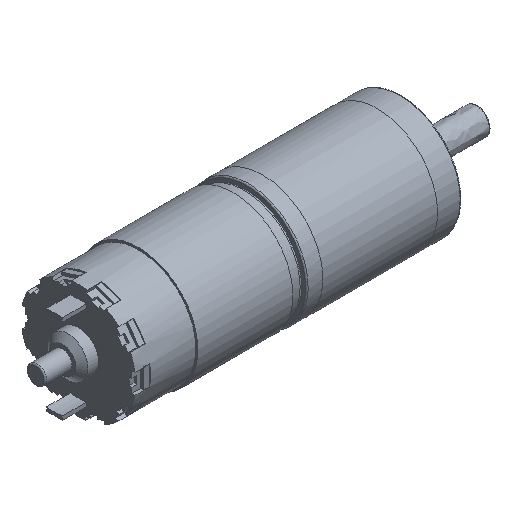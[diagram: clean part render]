
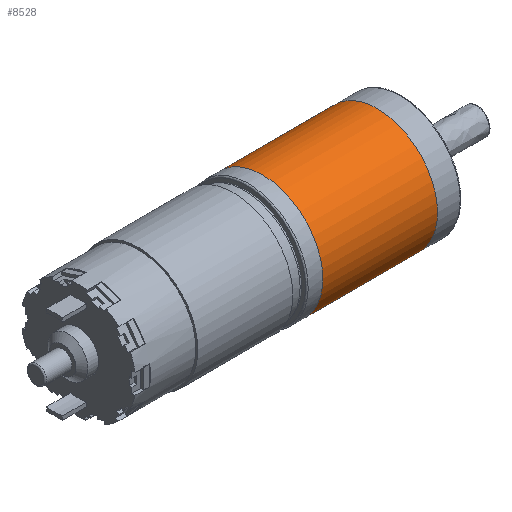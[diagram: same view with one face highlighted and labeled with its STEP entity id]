
A CAD part, isometric view. The second image highlights one B-rep face of the part: STEP entity #8528.
In plain terms, the highlighted free-form (B-spline) face has degree [2, 1] with [9, 2] control points.
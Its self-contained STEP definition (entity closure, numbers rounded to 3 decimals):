
#8512 = EDGE_CURVE('',#8513,#8513,#8515,.T.);
#8513 = VERTEX_POINT('',#8514);
#8514 = CARTESIAN_POINT('',(65.324,0.,
    0.));
#8515 = ( BOUNDED_CURVE() B_SPLINE_CURVE(2,(#8516,#8517,#8518,#8519,
#8520,#8521,#8522),.UNSPECIFIED.,.T.,.F.) B_SPLINE_CURVE_WITH_KNOTS((3,2
    ,2,3),(3.142,5.236,7.33,9.425),
.PIECEWISE_BEZIER_KNOTS.) CURVE() GEOMETRIC_REPRESENTATION_ITEM() 
RATIONAL_B_SPLINE_CURVE((1.,0.5,1.,0.5,1.,0.5,1.)) REPRESENTATION_ITEM(
  '') );
#8516 = CARTESIAN_POINT('',(65.324,0.,
    0.));
#8517 = CARTESIAN_POINT('',(65.324,-36.895,
    0.));
#8518 = CARTESIAN_POINT('',(65.324,-18.448,
    -31.952));
#8519 = CARTESIAN_POINT('',(65.324,0.,
    -63.904));
#8520 = CARTESIAN_POINT('',(65.324,18.448,
    -31.952));
#8521 = CARTESIAN_POINT('',(65.324,36.895,
    0.));
#8522 = CARTESIAN_POINT('',(65.324,0.,
    0.));
#8528 = ADVANCED_FACE('',(#8529),#8550,.T.);
#8529 = FACE_BOUND('',#8530,.T.);
#8530 = EDGE_LOOP('',(#8531,#8532,#8539,#8549));
#8531 = ORIENTED_EDGE('',*,*,#8512,.T.);
#8532 = ORIENTED_EDGE('',*,*,#8533,.T.);
#8533 = EDGE_CURVE('',#8513,#8534,#8536,.T.);
#8534 = VERTEX_POINT('',#8535);
#8535 = CARTESIAN_POINT('',(106.034,0.,
    0.));
#8536 = B_SPLINE_CURVE_WITH_KNOTS('',1,(#8537,#8538),.UNSPECIFIED.,.F.,
  .F.,(2,2),(-52.,-9.),.PIECEWISE_BEZIER_KNOTS.);
#8537 = CARTESIAN_POINT('',(65.324,0.,
    0.));
#8538 = CARTESIAN_POINT('',(106.034,0.,
    0.));
#8539 = ORIENTED_EDGE('',*,*,#8540,.F.);
#8540 = EDGE_CURVE('',#8534,#8534,#8541,.T.);
#8541 = ( BOUNDED_CURVE() B_SPLINE_CURVE(2,(#8542,#8543,#8544,#8545,
#8546,#8547,#8548),.UNSPECIFIED.,.T.,.F.) B_SPLINE_CURVE_WITH_KNOTS((3,2
    ,2,3),(3.142,5.236,7.33,9.425),
.PIECEWISE_BEZIER_KNOTS.) CURVE() GEOMETRIC_REPRESENTATION_ITEM() 
RATIONAL_B_SPLINE_CURVE((1.,0.5,1.,0.5,1.,0.5,1.)) REPRESENTATION_ITEM(
  '') );
#8542 = CARTESIAN_POINT('',(106.034,0.,
    0.));
#8543 = CARTESIAN_POINT('',(106.034,-36.895,
    0.));
#8544 = CARTESIAN_POINT('',(106.034,-18.448,
    -31.952));
#8545 = CARTESIAN_POINT('',(106.034,0.,
    -63.904));
#8546 = CARTESIAN_POINT('',(106.034,18.448,
    -31.952));
#8547 = CARTESIAN_POINT('',(106.034,36.895,
    0.));
#8548 = CARTESIAN_POINT('',(106.034,0.,
    0.));
#8549 = ORIENTED_EDGE('',*,*,#8533,.F.);
#8550 = ( BOUNDED_SURFACE() B_SPLINE_SURFACE(2,1,(
    (#8551,#8552)
    ,(#8553,#8554)
    ,(#8555,#8556)
    ,(#8557,#8558)
    ,(#8559,#8560)
    ,(#8561,#8562)
    ,(#8563,#8564)
    ,(#8565,#8566)
    ,(#8567,#8568
)),.UNSPECIFIED.,.T.,.F.,.F.) B_SPLINE_SURFACE_WITH_KNOTS((3,2,2,2,3),(2
    ,2),(-3.142,-2.094,0.,2.094,3.142)
,(9.,52.),.UNSPECIFIED.) GEOMETRIC_REPRESENTATION_ITEM() 
RATIONAL_B_SPLINE_SURFACE((
    (0.75,0.75)
    ,(0.75,0.75)
    ,(1.,1.)
    ,(0.5,0.5)
    ,(1.,1.)
    ,(0.5,0.5)
    ,(1.,1.)
    ,(0.75,0.75)
,(0.75,0.75))) REPRESENTATION_ITEM('') SURFACE() );
#8551 = CARTESIAN_POINT('',(106.034,0.,
    0.));
#8552 = CARTESIAN_POINT('',(65.324,0.,
    0.));
#8553 = CARTESIAN_POINT('',(106.034,12.298,
    0.));
#8554 = CARTESIAN_POINT('',(65.324,12.298,
    0.));
#8555 = CARTESIAN_POINT('',(106.034,18.448,
    -10.651));
#8556 = CARTESIAN_POINT('',(65.324,18.448,
    -10.651));
#8557 = CARTESIAN_POINT('',(106.034,36.895,
    -42.603));
#8558 = CARTESIAN_POINT('',(65.324,36.895,
    -42.603));
#8559 = CARTESIAN_POINT('',(106.034,0.,
    -42.603));
#8560 = CARTESIAN_POINT('',(65.324,0.,
    -42.603));
#8561 = CARTESIAN_POINT('',(106.034,-36.895,
    -42.603));
#8562 = CARTESIAN_POINT('',(65.324,-36.895,
    -42.603));
#8563 = CARTESIAN_POINT('',(106.034,-18.448,
    -10.651));
#8564 = CARTESIAN_POINT('',(65.324,-18.448,
    -10.651));
#8565 = CARTESIAN_POINT('',(106.034,-12.298,
    0.));
#8566 = CARTESIAN_POINT('',(65.324,-12.298,
    0.));
#8567 = CARTESIAN_POINT('',(106.034,0.,
    0.));
#8568 = CARTESIAN_POINT('',(65.324,0.,
    0.));
